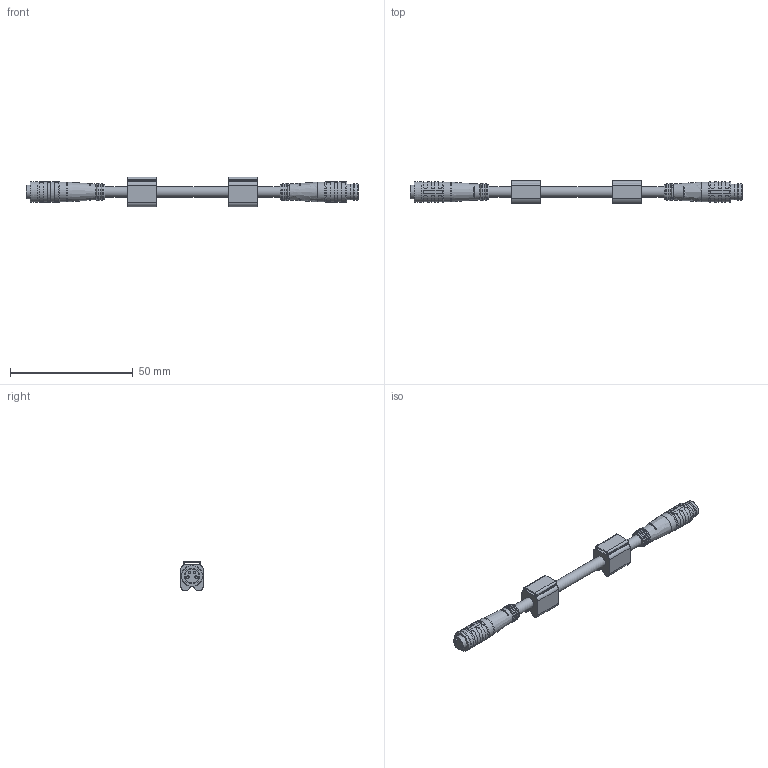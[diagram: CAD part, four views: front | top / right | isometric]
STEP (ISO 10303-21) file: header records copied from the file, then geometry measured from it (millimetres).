
FILE_DESCRIPTION(/* description */ (''),/* implementation_level */ '2;1');
FILE_NAME(/* name */ 'AL-KP4-m-AL-SP4.stp',/* time_stamp */ '2016-11-22T08:40:08+01:00',/* author */ (''),/* organization */ (''),/* preprocessor_version */ 'ST-DEVELOPER v16',/* originating_system */ 'SIEMENS PLM Software NX 10.0',/* authorisation */ '');
FILE_SCHEMA (('AUTOMOTIVE_DESIGN { 1 0 10303 214 3 1 1 1 }'));
Length unit declared in the file: millimetre
Products named in the file (1): AL-KP4-m-AL-SP4
Bounding box: 135 x 9 x 11.99 mm (x, y, z)
Volume: 5573.9 mm3; surface area: 4350.1 mm2
Topology: 1 solids, 1 shells, 253 faces, 644 edges, 422 vertices
Faces by surface type: cylinder 130, plane 101, torus 9, cone 7, sphere 4, bspline 2
Full cylindrical faces by diameter (mm): 1 x4, 1.075 x4, 4.4 x3, 5.65 x1, 5.8 x1, 6.3 x1, 6.4 x1, 6.5 x5, 6.501 x4, 6.9 x2, 8 x2, 8.3 x2, 8.4 x2
Entity records: 8985 total; most frequent: CARTESIAN_POINT 3128, DIRECTION 1218, ORIENTED_EDGE 1112, EDGE_CURVE 556, AXIS2_PLACEMENT_3D 488, VERTEX_POINT 394, EDGE_LOOP 350, ADVANCED_FACE 253
